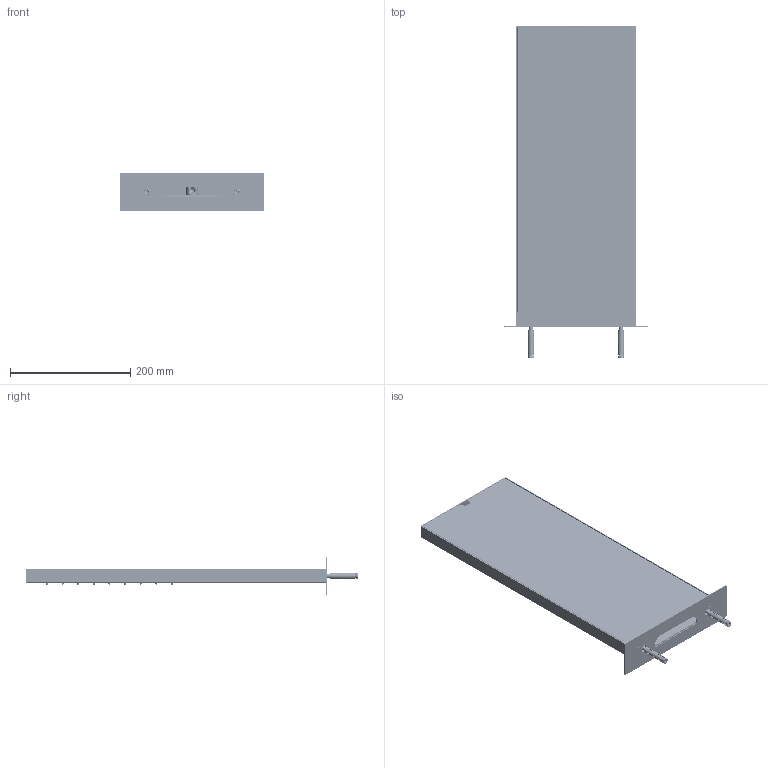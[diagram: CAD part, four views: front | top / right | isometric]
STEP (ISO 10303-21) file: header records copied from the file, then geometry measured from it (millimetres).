
FILE_DESCRIPTION(('STEP AP214'),'1');
FILE_NAME('Art.5160.stp','2020-05-28T14:48:55',(' '),(' '),'Spatial InterOp 3D',' ',' ');
FILE_SCHEMA(('AUTOMOTIVE_DESIGN { 1 0 10303 214 1 1 1 1 }'));
Length unit declared in the file: millimetre
Products named in the file (244): S.01017b; ASSEM1; S.01017; S.01017a; Art.5160; S.00340; 22037; S.00110; S.00207; 22280; 21736; S.01030; 21735; 21500; 22322; P.00100; T.RA013; 22323; P_13025; 21737; S.00211; 21501
Assembly tree (357 placements, depth 5):
  Art.5160
    S.01017  x2
      S.01017b
        ASSEM1
        S.01017b
      S.01017a
    22037
      S.00340  x4
        ASSEM1
        (unnamed)
        (unnamed)
        (unnamed)
        (unnamed)
        S.00340
      S.00110  x4
      S.00207  x4
        ASSEM1
        S.00207
      22280  x4
      21736  x2
      S.01030  x2
        ASSEM1
        (unnamed)
        (unnamed)
        (unnamed)
        S.01030
      21735
      21500
        ASSEM1
        (unnamed)
        (unnamed)
        21500
      22322
        ASSEM1
        (unnamed)
        (unnamed)
        (unnamed)
        (unnamed)
        (unnamed)
        (unnamed)
        (unnamed)
        (unnamed)
        (unnamed)
        (unnamed)
        (unnamed)
        (unnamed)
        (unnamed)
        (unnamed)
        (unnamed)
        (unnamed)
        (unnamed)
        (unnamed)
        (unnamed)
        (unnamed)
        (unnamed)
        (unnamed)
        (unnamed)
        (unnamed)
        (unnamed)
        (unnamed)
Bounding box: 240 x 553 x 64 mm (x, y, z)
Volume: 454637.4 mm3; surface area: 758264.7 mm2
Topology: 132 solids, 132 shells, 4838 faces, 12696 edges, 8369 vertices
Faces by surface type: cylinder 2565, torus 1152, plane 918, cone 131, sphere 68, bspline 4
Full cylindrical faces by diameter (mm): 0.4 x4, 1.5 x99, 1.7 x99, 3.1 x99, 3.3 x103, 4 x4, 4.4 x4, 4.6 x4, 5 x200, 6 x6, 7.6 x2, 8 x1, 8.4 x2, 8.566 x1, 9.8 x4, 10 x103, 12 x4, 13.9 x1, 14.1 x1, 20 x1
Entity records: 78891 total; most frequent: CARTESIAN_POINT 18462, ORIENTED_EDGE 8096, DIRECTION 6996, EDGE_CURVE 4048, AXIS2_PLACEMENT_3D 3047, VERTEX_POINT 2825, EDGE_LOOP 2220, B_SPLINE_CURVE_WITH_KNOTS 2218
